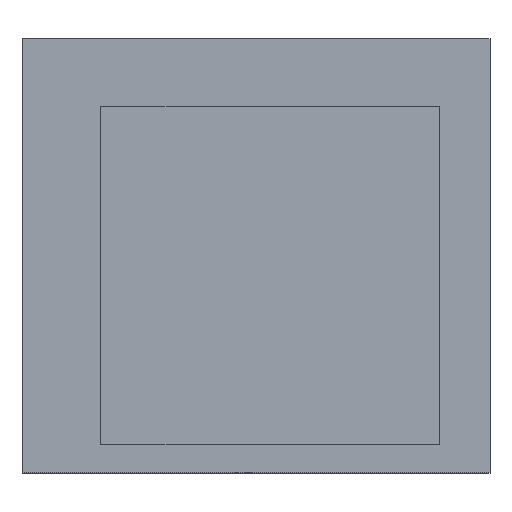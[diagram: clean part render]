
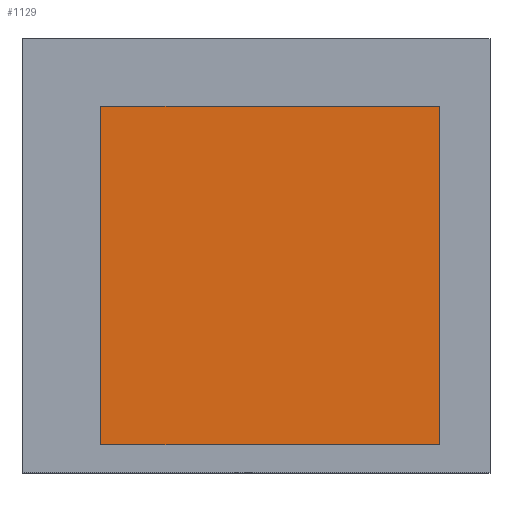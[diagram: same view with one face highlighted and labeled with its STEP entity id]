
A CAD part, top view. The second image highlights one B-rep face of the part: STEP entity #1129.
In plain terms, the highlighted planar face has unit normal (0, 0, 1).
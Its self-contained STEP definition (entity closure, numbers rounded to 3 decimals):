
#1009=CARTESIAN_POINT('',(-1.375,1.325,2.0));
#1010=VERTEX_POINT('',#1009);
#1017=CARTESIAN_POINT('',(1.625,1.325,2.0));
#1018=VERTEX_POINT('',#1017);
#1019=CARTESIAN_POINT('',(-1.375,1.325,2.0));
#1020=DIRECTION('',(1.0,0.0,0.0));
#1021=VECTOR('',#1020,3.0);
#1022=LINE('',#1019,#1021);
#1023=EDGE_CURVE('',#1010,#1018,#1022,.T.);
#1047=CARTESIAN_POINT('',(-1.375,-1.675,2.0));
#1048=VERTEX_POINT('',#1047);
#1055=CARTESIAN_POINT('',(-1.375,-1.675,2.0));
#1056=DIRECTION('',(0.0,1.0,0.0));
#1057=VECTOR('',#1056,3.0);
#1058=LINE('',#1055,#1057);
#1059=EDGE_CURVE('',#1048,#1010,#1058,.T.);
#1078=CARTESIAN_POINT('',(1.625,-1.675,2.0));
#1079=VERTEX_POINT('',#1078);
#1086=CARTESIAN_POINT('',(1.625,-1.675,2.0));
#1087=DIRECTION('',(-1.0,0.0,0.0));
#1088=VECTOR('',#1087,3.0);
#1089=LINE('',#1086,#1088);
#1090=EDGE_CURVE('',#1079,#1048,#1089,.T.);
#1108=CARTESIAN_POINT('',(1.625,1.325,2.0));
#1109=DIRECTION('',(0.0,-1.0,0.0));
#1110=VECTOR('',#1109,3.0);
#1111=LINE('',#1108,#1110);
#1112=EDGE_CURVE('',#1018,#1079,#1111,.T.);
#1118=CARTESIAN_POINT('',(0.125,-0.175,2.0));
#1119=DIRECTION('',(0.0,0.0,1.0));
#1120=DIRECTION('',(1.0,0.0,0.0));
#1121=AXIS2_PLACEMENT_3D('',#1118,#1119,#1120);
#1122=PLANE('',#1121);
#1123=ORIENTED_EDGE('',*,*,#1112,.F.);
#1124=ORIENTED_EDGE('',*,*,#1023,.F.);
#1125=ORIENTED_EDGE('',*,*,#1059,.F.);
#1126=ORIENTED_EDGE('',*,*,#1090,.F.);
#1127=EDGE_LOOP('',(#1123,#1124,#1125,#1126));
#1128=FACE_OUTER_BOUND('',#1127,.T.);
#1129=ADVANCED_FACE('',(#1128),#1122,.T.);
